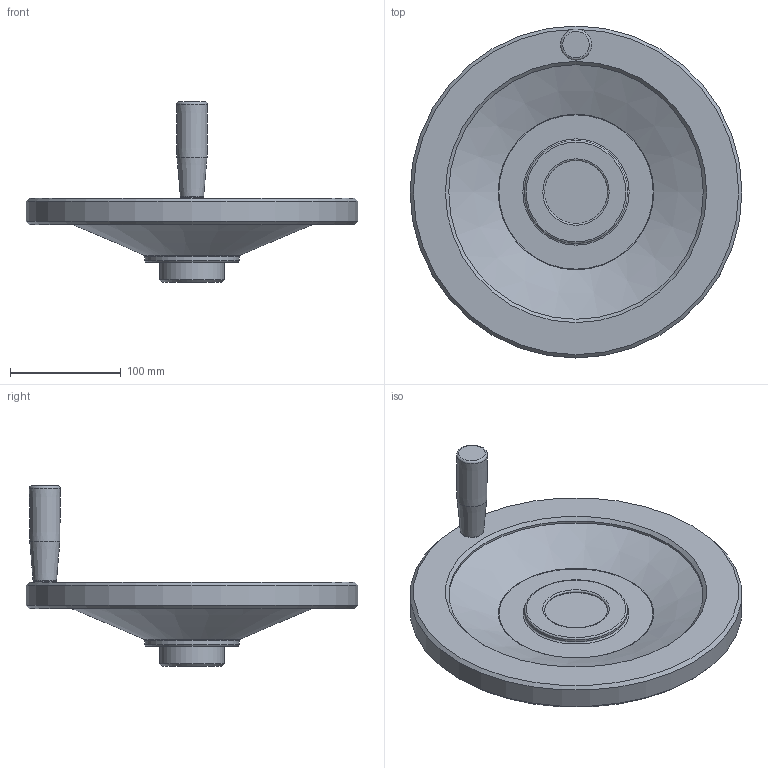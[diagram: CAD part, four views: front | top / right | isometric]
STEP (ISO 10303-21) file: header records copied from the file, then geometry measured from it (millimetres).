
FILE_DESCRIPTION( ( 'Unknown' ), '1' );
FILE_NAME( '7102031_VPRA300-M.stp', 'Unknown', ( 'Unknown' ), ( 'Unknown' ), 'PSStep 10.1', 'Unknown', ' ' );
FILE_SCHEMA( ( 'automotive_design' ) );
Length unit declared in the file: millimetre
Products named in the file (2): 7102031
Bounding box: 300 x 300 x 162.9 mm (x, y, z)
Volume: 1607279.2 mm3; surface area: 191237.3 mm2
Topology: 2 solids, 3 shells, 80 faces, 182 edges, 116 vertices
Faces by surface type: plane 35, cylinder 18, cone 15, torus 11, bspline 1
Full cylindrical faces by diameter (mm): 5.1 x1, 6 x1, 8.3 x1, 8.376 x2, 9 x1, 10 x1, 10.6 x1, 14 x1, 14.5 x1, 57 x1, 58 x1, 85 x1, 93 x1, 230 x1, 300 x1
Entity records: 3140 total; most frequent: CARTESIAN_POINT 888, DIRECTION 348, ORIENTED_EDGE 250, AXIS2_PLACEMENT_3D 152, EDGE_LOOP 133, EDGE_CURVE 125, FACE_OUTER_BOUND 106, VERTEX_POINT 102
